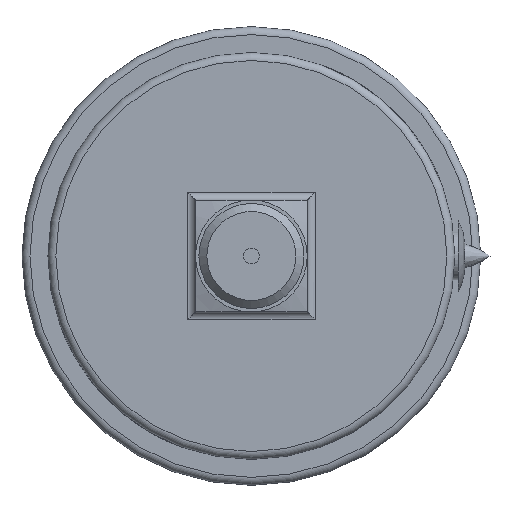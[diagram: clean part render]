
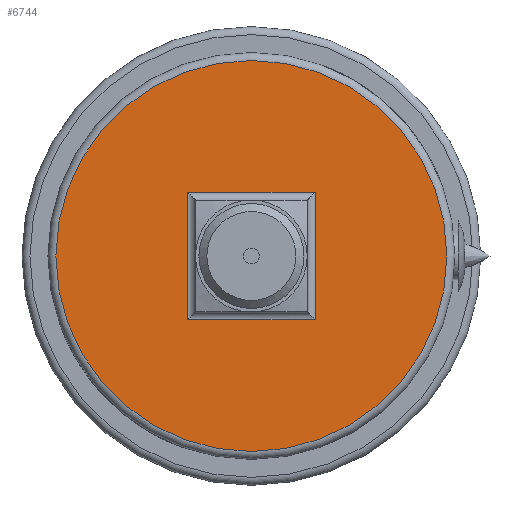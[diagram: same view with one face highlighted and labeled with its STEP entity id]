
A CAD part, front view. The second image highlights one B-rep face of the part: STEP entity #6744.
In plain terms, the highlighted planar face has unit normal (0, -1, 0).
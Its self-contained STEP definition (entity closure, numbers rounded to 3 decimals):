
#44=PLANE('',#7192);
#358=FACE_BOUND('',#2491,.T.);
#442=LINE('',#10537,#1225);
#443=LINE('',#10541,#1226);
#444=LINE('',#10545,#1227);
#445=LINE('',#10548,#1228);
#1225=VECTOR('',#7763,10.);
#1226=VECTOR('',#7768,10.);
#1227=VECTOR('',#7773,10.);
#1228=VECTOR('',#7778,10.);
#2085=FACE_OUTER_BOUND('',#2490,.T.);
#2490=EDGE_LOOP('',(#4972,#4973));
#2491=EDGE_LOOP('',(#4974,#4975,#4976,#4977));
#3018=CIRCLE('',#7193,24.5);
#3019=CIRCLE('',#7194,24.5);
#3159=VERTEX_POINT('',#10534);
#3160=VERTEX_POINT('',#10536);
#3161=VERTEX_POINT('',#10540);
#3162=VERTEX_POINT('',#10544);
#3163=VERTEX_POINT('',#10551);
#3164=VERTEX_POINT('',#10552);
#3859=EDGE_CURVE('',#3159,#3160,#442,.T.);
#3861=EDGE_CURVE('',#3161,#3159,#443,.T.);
#3863=EDGE_CURVE('',#3162,#3161,#444,.T.);
#3865=EDGE_CURVE('',#3160,#3162,#445,.T.);
#3867=EDGE_CURVE('',#3163,#3164,#3018,.T.);
#3868=EDGE_CURVE('',#3164,#3163,#3019,.T.);
#4972=ORIENTED_EDGE('',*,*,#3867,.F.);
#4973=ORIENTED_EDGE('',*,*,#3868,.F.);
#4974=ORIENTED_EDGE('',*,*,#3859,.F.);
#4975=ORIENTED_EDGE('',*,*,#3861,.F.);
#4976=ORIENTED_EDGE('',*,*,#3863,.F.);
#4977=ORIENTED_EDGE('',*,*,#3865,.F.);
#6744=ADVANCED_FACE('',(#2085,#358),#44,.F.);
#7192=AXIS2_PLACEMENT_3D('',#10550,#7780,#7781);
#7193=AXIS2_PLACEMENT_3D('',#10553,#7782,#7783);
#7194=AXIS2_PLACEMENT_3D('',#10554,#7784,#7785);
#7763=DIRECTION('',(1.,0.,0.));
#7768=DIRECTION('',(0.,0.,-1.));
#7773=DIRECTION('',(-1.,0.,0.));
#7778=DIRECTION('',(0.,0.,1.));
#7780=DIRECTION('center_axis',(0.,1.,0.));
#7781=DIRECTION('ref_axis',(0.,0.,1.));
#7782=DIRECTION('center_axis',(0.,1.,0.));
#7783=DIRECTION('ref_axis',(1.,0.,0.));
#7784=DIRECTION('center_axis',(0.,1.,0.));
#7785=DIRECTION('ref_axis',(1.,0.,0.));
#10534=CARTESIAN_POINT('',(-7.999,0.,-7.999));
#10536=CARTESIAN_POINT('',(8.001,0.,-7.999));
#10537=CARTESIAN_POINT('',(-3.5,0.,-7.999));
#10540=CARTESIAN_POINT('',(-7.999,0.,8.001));
#10541=CARTESIAN_POINT('',(-7.999,0.,3.5));
#10544=CARTESIAN_POINT('',(8.001,0.,8.001));
#10545=CARTESIAN_POINT('',(3.5,0.,8.001));
#10548=CARTESIAN_POINT('',(8.001,0.,-3.5));
#10550=CARTESIAN_POINT('Origin',(0.,0.,0.));
#10551=CARTESIAN_POINT('',(-24.5,0.,0.));
#10552=CARTESIAN_POINT('',(0.,0.,-24.5));
#10553=CARTESIAN_POINT('Origin',(0.,0.,0.));
#10554=CARTESIAN_POINT('Origin',(0.,0.,0.));
